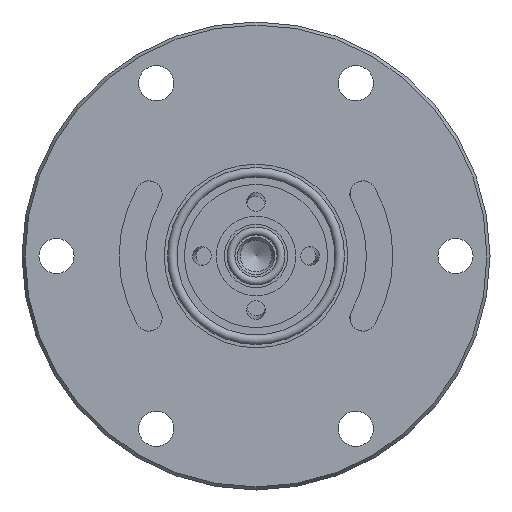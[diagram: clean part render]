
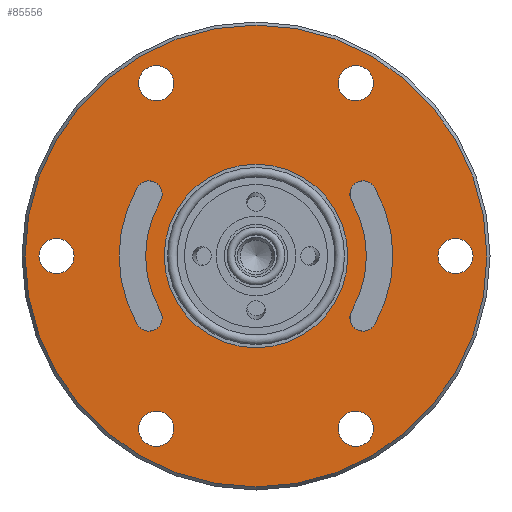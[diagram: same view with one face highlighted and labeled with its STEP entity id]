
A CAD part, left-side view. The second image highlights one B-rep face of the part: STEP entity #85556.
In plain terms, the highlighted planar face has unit normal (-1, 0, 0).
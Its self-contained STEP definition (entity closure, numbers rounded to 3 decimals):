
#85371=CARTESIAN_POINT('',(-14.,0.,17.25));
#85372=VERTEX_POINT('',#85371);
#85373=CARTESIAN_POINT('',(-14.,0.,0.));
#85374=DIRECTION('',(1.0,0.0,0.0));
#85375=DIRECTION('',(0.0,0.0,-1.0));
#85376=AXIS2_PLACEMENT_3D('',#85373,#85374,#85375);
#85377=CIRCLE('',#85376,17.25);
#85378=EDGE_CURVE('',#85372,#85372,#85377,.T.);
#85395=CARTESIAN_POINT('',(-14.,21.995,0.));
#85396=DIRECTION('',(-1.0,0.0,0.0));
#85397=DIRECTION('',(0.0,0.0,1.0));
#85398=AXIS2_PLACEMENT_3D('',#85395,#85396,#85397);
#85399=PLANE('',#85398);
#85400=CARTESIAN_POINT('',(-14.,43.413,0.));
#85401=VERTEX_POINT('',#85400);
#85402=CARTESIAN_POINT('',(-14.,0.,0.));
#85403=DIRECTION('',(1.0,0.0,0.0));
#85404=DIRECTION('',(0.0,-1.0,0.0));
#85405=AXIS2_PLACEMENT_3D('',#85402,#85403,#85404);
#85406=CIRCLE('',#85405,43.413);
#85407=EDGE_CURVE('',#85401,#85401,#85406,.T.);
#85408=ORIENTED_EDGE('',*,*,#85407,.F.);
#85409=EDGE_LOOP('',(#85408));
#85410=FACE_OUTER_BOUND('',#85409,.T.);
#85411=CARTESIAN_POINT('',(-14.0,37.5,3.3));
#85412=VERTEX_POINT('',#85411);
#85413=CARTESIAN_POINT('',(-14.,37.5,0.));
#85414=DIRECTION('',(1.0,0.0,0.0));
#85415=DIRECTION('',(0.0,0.0,-1.0));
#85416=AXIS2_PLACEMENT_3D('',#85413,#85414,#85415);
#85417=CIRCLE('',#85416,3.3);
#85418=EDGE_CURVE('',#85412,#85412,#85417,.T.);
#85419=ORIENTED_EDGE('',*,*,#85418,.T.);
#85420=EDGE_LOOP('',(#85419));
#85421=FACE_BOUND('',#85420,.T.);
#85422=CARTESIAN_POINT('',(-14.,15.892,34.126));
#85423=VERTEX_POINT('',#85422);
#85424=CARTESIAN_POINT('',(-14.,18.75,32.476));
#85425=DIRECTION('',(1.0,0.,0.));
#85426=DIRECTION('',(0.,0.866,-0.5));
#85427=AXIS2_PLACEMENT_3D('',#85424,#85425,#85426);
#85428=CIRCLE('',#85427,3.3);
#85429=EDGE_CURVE('',#85423,#85423,#85428,.T.);
#85430=ORIENTED_EDGE('',*,*,#85429,.T.);
#85431=EDGE_LOOP('',(#85430));
#85432=FACE_BOUND('',#85431,.T.);
#85433=CARTESIAN_POINT('',(-14.,-21.608,30.826));
#85434=VERTEX_POINT('',#85433);
#85435=CARTESIAN_POINT('',(-14.,-18.75,32.476));
#85436=DIRECTION('',(1.,0.,0.));
#85437=DIRECTION('',(0.,0.866,0.5));
#85438=AXIS2_PLACEMENT_3D('',#85435,#85436,#85437);
#85439=CIRCLE('',#85438,3.3);
#85440=EDGE_CURVE('',#85434,#85434,#85439,.T.);
#85441=ORIENTED_EDGE('',*,*,#85440,.T.);
#85442=EDGE_LOOP('',(#85441));
#85443=FACE_BOUND('',#85442,.T.);
#85444=CARTESIAN_POINT('',(-14.,-37.5,-3.3));
#85445=VERTEX_POINT('',#85444);
#85446=CARTESIAN_POINT('',(-14.,-37.5,0.));
#85447=DIRECTION('',(1.0,0.0,0.0));
#85448=DIRECTION('',(0.0,0.0,1.0));
#85449=AXIS2_PLACEMENT_3D('',#85446,#85447,#85448);
#85450=CIRCLE('',#85449,3.3);
#85451=EDGE_CURVE('',#85445,#85445,#85450,.T.);
#85452=ORIENTED_EDGE('',*,*,#85451,.T.);
#85453=EDGE_LOOP('',(#85452));
#85454=FACE_BOUND('',#85453,.T.);
#85455=CARTESIAN_POINT('',(-14.,-15.892,-34.126));
#85456=VERTEX_POINT('',#85455);
#85457=CARTESIAN_POINT('',(-14.,-18.75,-32.476));
#85458=DIRECTION('',(1.0,0.,0.));
#85459=DIRECTION('',(0.,-0.866,0.5));
#85460=AXIS2_PLACEMENT_3D('',#85457,#85458,#85459);
#85461=CIRCLE('',#85460,3.3);
#85462=EDGE_CURVE('',#85456,#85456,#85461,.T.);
#85463=ORIENTED_EDGE('',*,*,#85462,.T.);
#85464=EDGE_LOOP('',(#85463));
#85465=FACE_BOUND('',#85464,.T.);
#85466=CARTESIAN_POINT('',(-14.,21.608,-30.826));
#85467=VERTEX_POINT('',#85466);
#85468=CARTESIAN_POINT('',(-14.,18.75,-32.476));
#85469=DIRECTION('',(1.,0.,0.));
#85470=DIRECTION('',(0.,-0.866,-0.5));
#85471=AXIS2_PLACEMENT_3D('',#85468,#85469,#85470);
#85472=CIRCLE('',#85471,3.3);
#85473=EDGE_CURVE('',#85467,#85467,#85472,.T.);
#85474=ORIENTED_EDGE('',*,*,#85473,.T.);
#85475=EDGE_LOOP('',(#85474));
#85476=FACE_BOUND('',#85475,.T.);
#85477=CARTESIAN_POINT('',(-14.,17.97,10.375));
#85478=VERTEX_POINT('',#85477);
#85479=CARTESIAN_POINT('',(-14.,17.97,-10.375));
#85480=VERTEX_POINT('',#85479);
#85481=CARTESIAN_POINT('',(-14.,0.,0.));
#85482=DIRECTION('',(-1.,0.,0.));
#85483=DIRECTION('',(0.,-0.866,-0.5));
#85484=AXIS2_PLACEMENT_3D('',#85481,#85482,#85483);
#85485=CIRCLE('',#85484,20.75);
#85486=EDGE_CURVE('',#85478,#85480,#85485,.T.);
#85487=ORIENTED_EDGE('',*,*,#85486,.T.);
#85488=CARTESIAN_POINT('',(-14.,22.3,-12.875));
#85489=VERTEX_POINT('',#85488);
#85490=CARTESIAN_POINT('',(-14.,20.135,-11.625));
#85491=DIRECTION('',(1.0,0.,0.));
#85492=DIRECTION('',(0.,0.866,-0.5));
#85493=AXIS2_PLACEMENT_3D('',#85490,#85491,#85492);
#85494=CIRCLE('',#85493,2.5);
#85495=EDGE_CURVE('',#85480,#85489,#85494,.T.);
#85496=ORIENTED_EDGE('',*,*,#85495,.T.);
#85497=CARTESIAN_POINT('',(-14.,22.3,12.875));
#85498=VERTEX_POINT('',#85497);
#85499=CARTESIAN_POINT('',(-14.,0.,0.));
#85500=DIRECTION('',(1.0,0.,0.));
#85501=DIRECTION('',(0.,0.866,0.5));
#85502=AXIS2_PLACEMENT_3D('',#85499,#85500,#85501);
#85503=CIRCLE('',#85502,25.75);
#85504=EDGE_CURVE('',#85489,#85498,#85503,.T.);
#85505=ORIENTED_EDGE('',*,*,#85504,.T.);
#85506=CARTESIAN_POINT('',(-14.,20.135,11.625));
#85507=DIRECTION('',(1.0,0.,0.));
#85508=DIRECTION('',(0.,-0.866,-0.5));
#85509=AXIS2_PLACEMENT_3D('',#85506,#85507,#85508);
#85510=CIRCLE('',#85509,2.5);
#85511=EDGE_CURVE('',#85498,#85478,#85510,.T.);
#85512=ORIENTED_EDGE('',*,*,#85511,.T.);
#85513=EDGE_LOOP('',(#85487,#85496,#85505,#85512));
#85514=FACE_BOUND('',#85513,.T.);
#85515=CARTESIAN_POINT('',(-14.,-22.3,12.875));
#85516=VERTEX_POINT('',#85515);
#85517=CARTESIAN_POINT('',(-14.,-22.3,-12.875));
#85518=VERTEX_POINT('',#85517);
#85519=CARTESIAN_POINT('',(-14.,0.,0.));
#85520=DIRECTION('',(1.0,0.,0.));
#85521=DIRECTION('',(0.,-0.866,0.5));
#85522=AXIS2_PLACEMENT_3D('',#85519,#85520,#85521);
#85523=CIRCLE('',#85522,25.75);
#85524=EDGE_CURVE('',#85516,#85518,#85523,.T.);
#85525=ORIENTED_EDGE('',*,*,#85524,.T.);
#85526=CARTESIAN_POINT('',(-14.,-17.97,-10.375));
#85527=VERTEX_POINT('',#85526);
#85528=CARTESIAN_POINT('',(-14.,-20.135,-11.625));
#85529=DIRECTION('',(1.0,0.,0.));
#85530=DIRECTION('',(0.,-0.866,-0.5));
#85531=AXIS2_PLACEMENT_3D('',#85528,#85529,#85530);
#85532=CIRCLE('',#85531,2.5);
#85533=EDGE_CURVE('',#85518,#85527,#85532,.T.);
#85534=ORIENTED_EDGE('',*,*,#85533,.T.);
#85535=CARTESIAN_POINT('',(-14.,-17.97,10.375));
#85536=VERTEX_POINT('',#85535);
#85537=CARTESIAN_POINT('',(-14.,0.,0.));
#85538=DIRECTION('',(-1.,0.,0.));
#85539=DIRECTION('',(0.,0.866,-0.5));
#85540=AXIS2_PLACEMENT_3D('',#85537,#85538,#85539);
#85541=CIRCLE('',#85540,20.75);
#85542=EDGE_CURVE('',#85527,#85536,#85541,.T.);
#85543=ORIENTED_EDGE('',*,*,#85542,.T.);
#85544=CARTESIAN_POINT('',(-14.,-20.135,11.625));
#85545=DIRECTION('',(1.0,0.,0.));
#85546=DIRECTION('',(0.,0.866,-0.5));
#85547=AXIS2_PLACEMENT_3D('',#85544,#85545,#85546);
#85548=CIRCLE('',#85547,2.5);
#85549=EDGE_CURVE('',#85536,#85516,#85548,.T.);
#85550=ORIENTED_EDGE('',*,*,#85549,.T.);
#85551=EDGE_LOOP('',(#85525,#85534,#85543,#85550));
#85552=FACE_BOUND('',#85551,.T.);
#85553=ORIENTED_EDGE('',*,*,#85378,.T.);
#85554=EDGE_LOOP('',(#85553));
#85555=FACE_BOUND('',#85554,.T.);
#85556=ADVANCED_FACE('',(#85410,#85421,#85432,#85443,#85454,#85465,#85476,#85514,#85552,#85555),#85399,.T.);
